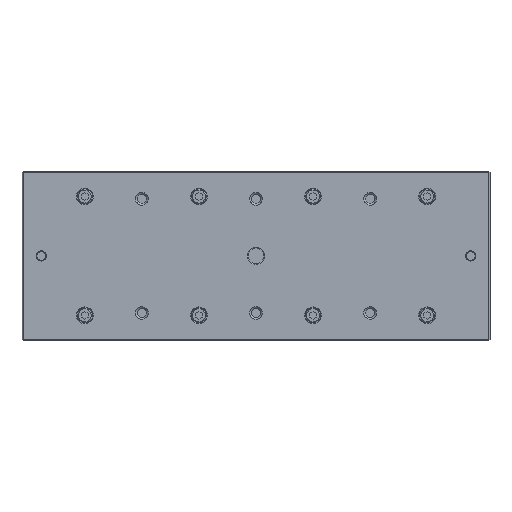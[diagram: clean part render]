
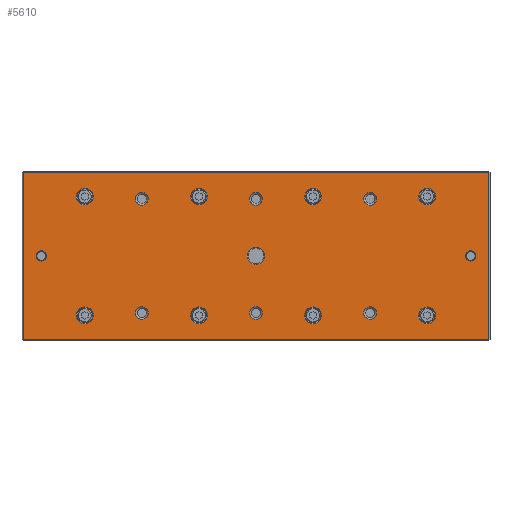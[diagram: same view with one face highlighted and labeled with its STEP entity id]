
A CAD part, top view. The second image highlights one B-rep face of the part: STEP entity #5610.
In plain terms, the highlighted planar face has unit normal (0, 0, 1).
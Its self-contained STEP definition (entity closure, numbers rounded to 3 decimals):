
#4913=FACE_BOUND('',#8371,.T.);
#4914=FACE_BOUND('',#8372,.T.);
#4915=FACE_BOUND('',#8373,.T.);
#4916=FACE_BOUND('',#8374,.T.);
#4917=FACE_BOUND('',#8375,.T.);
#4918=FACE_BOUND('',#8376,.T.);
#4919=FACE_BOUND('',#8377,.T.);
#4920=FACE_BOUND('',#8378,.T.);
#4921=FACE_BOUND('',#8379,.T.);
#4922=FACE_BOUND('',#8380,.T.);
#4923=FACE_BOUND('',#8381,.T.);
#4924=FACE_BOUND('',#8382,.T.);
#4925=FACE_BOUND('',#8383,.T.);
#4926=FACE_BOUND('',#8384,.T.);
#4927=FACE_BOUND('',#8385,.T.);
#4928=FACE_BOUND('',#8386,.T.);
#4929=FACE_BOUND('',#8387,.T.);
#4930=FACE_BOUND('',#8388,.T.);
#5279=CIRCLE('',#22326,7.5);
#5280=CIRCLE('',#22327,4.5);
#5281=CIRCLE('',#22328,4.5);
#5282=CIRCLE('',#22329,5.5);
#5283=CIRCLE('',#22330,5.5);
#5284=CIRCLE('',#22331,5.5);
#5285=CIRCLE('',#22332,5.5);
#5286=CIRCLE('',#22333,5.5);
#5287=CIRCLE('',#22334,5.5);
#5288=CIRCLE('',#22335,7.325);
#5289=CIRCLE('',#22336,7.325);
#5290=CIRCLE('',#22337,7.325);
#5291=CIRCLE('',#22338,7.325);
#5292=CIRCLE('',#22339,7.325);
#5293=CIRCLE('',#22340,7.325);
#5294=CIRCLE('',#22341,7.325);
#5295=CIRCLE('',#22342,7.325);
#5610=ADVANCED_FACE('',(#4913,#4914,#4915,#4916,#4917,#4918,#4919,#4920,
#4921,#4922,#4923,#4924,#4925,#4926,#4927,#4928,#4929,#4930),#6598,.F.);
#6598=PLANE('',#22343);
#8371=EDGE_LOOP('',(#10649));
#8372=EDGE_LOOP('',(#10650));
#8373=EDGE_LOOP('',(#10651));
#8374=EDGE_LOOP('',(#10652));
#8375=EDGE_LOOP('',(#10653));
#8376=EDGE_LOOP('',(#10654));
#8377=EDGE_LOOP('',(#10655));
#8378=EDGE_LOOP('',(#10656));
#8379=EDGE_LOOP('',(#10657));
#8380=EDGE_LOOP('',(#10658));
#8381=EDGE_LOOP('',(#10659));
#8382=EDGE_LOOP('',(#10660));
#8383=EDGE_LOOP('',(#10661));
#8384=EDGE_LOOP('',(#10662));
#8385=EDGE_LOOP('',(#10663));
#8386=EDGE_LOOP('',(#10664));
#8387=EDGE_LOOP('',(#10665));
#8388=EDGE_LOOP('',(#10666,#10667,#10668,#10669));
#10649=ORIENTED_EDGE('',*,*,#16752,.T.);
#10650=ORIENTED_EDGE('',*,*,#16753,.F.);
#10651=ORIENTED_EDGE('',*,*,#16754,.T.);
#10652=ORIENTED_EDGE('',*,*,#16755,.T.);
#10653=ORIENTED_EDGE('',*,*,#16756,.T.);
#10654=ORIENTED_EDGE('',*,*,#16757,.T.);
#10655=ORIENTED_EDGE('',*,*,#16758,.T.);
#10656=ORIENTED_EDGE('',*,*,#16759,.T.);
#10657=ORIENTED_EDGE('',*,*,#16760,.T.);
#10658=ORIENTED_EDGE('',*,*,#16761,.T.);
#10659=ORIENTED_EDGE('',*,*,#16762,.T.);
#10660=ORIENTED_EDGE('',*,*,#16763,.T.);
#10661=ORIENTED_EDGE('',*,*,#16764,.T.);
#10662=ORIENTED_EDGE('',*,*,#16765,.T.);
#10663=ORIENTED_EDGE('',*,*,#16766,.T.);
#10664=ORIENTED_EDGE('',*,*,#16767,.T.);
#10665=ORIENTED_EDGE('',*,*,#16768,.T.);
#10666=ORIENTED_EDGE('',*,*,#16769,.T.);
#10667=ORIENTED_EDGE('',*,*,#16770,.T.);
#10668=ORIENTED_EDGE('',*,*,#16771,.T.);
#10669=ORIENTED_EDGE('',*,*,#16772,.T.);
#14957=VERTEX_POINT('',#29441);
#14958=VERTEX_POINT('',#29443);
#14959=VERTEX_POINT('',#29445);
#14960=VERTEX_POINT('',#29447);
#14961=VERTEX_POINT('',#29449);
#14962=VERTEX_POINT('',#29451);
#14963=VERTEX_POINT('',#29453);
#14964=VERTEX_POINT('',#29455);
#14965=VERTEX_POINT('',#29457);
#14966=VERTEX_POINT('',#29459);
#14967=VERTEX_POINT('',#29461);
#14968=VERTEX_POINT('',#29463);
#14969=VERTEX_POINT('',#29465);
#14970=VERTEX_POINT('',#29467);
#14971=VERTEX_POINT('',#29469);
#14972=VERTEX_POINT('',#29471);
#14973=VERTEX_POINT('',#29473);
#14974=VERTEX_POINT('',#29475);
#14975=VERTEX_POINT('',#29476);
#14976=VERTEX_POINT('',#29478);
#14977=VERTEX_POINT('',#29480);
#16752=EDGE_CURVE('',#14957,#14957,#5279,.T.);
#16753=EDGE_CURVE('',#14958,#14958,#5280,.T.);
#16754=EDGE_CURVE('',#14959,#14959,#5281,.T.);
#16755=EDGE_CURVE('',#14960,#14960,#5282,.T.);
#16756=EDGE_CURVE('',#14961,#14961,#5283,.T.);
#16757=EDGE_CURVE('',#14962,#14962,#5284,.T.);
#16758=EDGE_CURVE('',#14963,#14963,#5285,.T.);
#16759=EDGE_CURVE('',#14964,#14964,#5286,.T.);
#16760=EDGE_CURVE('',#14965,#14965,#5287,.T.);
#16761=EDGE_CURVE('',#14966,#14966,#5288,.T.);
#16762=EDGE_CURVE('',#14967,#14967,#5289,.T.);
#16763=EDGE_CURVE('',#14968,#14968,#5290,.T.);
#16764=EDGE_CURVE('',#14969,#14969,#5291,.T.);
#16765=EDGE_CURVE('',#14970,#14970,#5292,.T.);
#16766=EDGE_CURVE('',#14971,#14971,#5293,.T.);
#16767=EDGE_CURVE('',#14972,#14972,#5294,.T.);
#16768=EDGE_CURVE('',#14973,#14973,#5295,.T.);
#16769=EDGE_CURVE('',#14974,#14975,#18935,.T.);
#16770=EDGE_CURVE('',#14975,#14976,#18936,.T.);
#16771=EDGE_CURVE('',#14976,#14977,#18937,.T.);
#16772=EDGE_CURVE('',#14977,#14974,#18938,.T.);
#18935=LINE('',#29474,#20795);
#18936=LINE('',#29477,#20796);
#18937=LINE('',#29479,#20797);
#18938=LINE('',#29481,#20798);
#20795=VECTOR('',#24389,1.);
#20796=VECTOR('',#24390,1.);
#20797=VECTOR('',#24391,1.);
#20798=VECTOR('',#24392,1.);
#22326=AXIS2_PLACEMENT_3D('',#29440,#24355,#24356);
#22327=AXIS2_PLACEMENT_3D('',#29442,#24357,#24358);
#22328=AXIS2_PLACEMENT_3D('',#29444,#24359,#24360);
#22329=AXIS2_PLACEMENT_3D('',#29446,#24361,#24362);
#22330=AXIS2_PLACEMENT_3D('',#29448,#24363,#24364);
#22331=AXIS2_PLACEMENT_3D('',#29450,#24365,#24366);
#22332=AXIS2_PLACEMENT_3D('',#29452,#24367,#24368);
#22333=AXIS2_PLACEMENT_3D('',#29454,#24369,#24370);
#22334=AXIS2_PLACEMENT_3D('',#29456,#24371,#24372);
#22335=AXIS2_PLACEMENT_3D('',#29458,#24373,#24374);
#22336=AXIS2_PLACEMENT_3D('',#29460,#24375,#24376);
#22337=AXIS2_PLACEMENT_3D('',#29462,#24377,#24378);
#22338=AXIS2_PLACEMENT_3D('',#29464,#24379,#24380);
#22339=AXIS2_PLACEMENT_3D('',#29466,#24381,#24382);
#22340=AXIS2_PLACEMENT_3D('',#29468,#24383,#24384);
#22341=AXIS2_PLACEMENT_3D('',#29470,#24385,#24386);
#22342=AXIS2_PLACEMENT_3D('',#29472,#24387,#24388);
#22343=AXIS2_PLACEMENT_3D('',#29482,#24393,#24394);
#24355=DIRECTION('',(0.,0.,-1.));
#24356=DIRECTION('',(-1.,0.,0.));
#24357=DIRECTION('',(0.,0.,1.));
#24358=DIRECTION('',(1.,0.,0.));
#24359=DIRECTION('',(0.,0.,-1.));
#24360=DIRECTION('',(-1.,0.,0.));
#24361=DIRECTION('',(0.,0.,-1.));
#24362=DIRECTION('',(-1.,0.,0.));
#24363=DIRECTION('',(0.,0.,-1.));
#24364=DIRECTION('',(-1.,0.,0.));
#24365=DIRECTION('',(0.,0.,-1.));
#24366=DIRECTION('',(-1.,0.,0.));
#24367=DIRECTION('',(0.,0.,-1.));
#24368=DIRECTION('',(-1.,0.,0.));
#24369=DIRECTION('',(0.,0.,-1.));
#24370=DIRECTION('',(-1.,0.,0.));
#24371=DIRECTION('',(0.,0.,-1.));
#24372=DIRECTION('',(-1.,0.,0.));
#24373=DIRECTION('',(0.,0.,-1.));
#24374=DIRECTION('',(-1.,0.,0.));
#24375=DIRECTION('',(0.,0.,-1.));
#24376=DIRECTION('',(-1.,0.,0.));
#24377=DIRECTION('',(0.,0.,-1.));
#24378=DIRECTION('',(-1.,0.,0.));
#24379=DIRECTION('',(0.,0.,-1.));
#24380=DIRECTION('',(-1.,0.,0.));
#24381=DIRECTION('',(0.,0.,-1.));
#24382=DIRECTION('',(-1.,0.,0.));
#24383=DIRECTION('',(0.,0.,-1.));
#24384=DIRECTION('',(-1.,0.,0.));
#24385=DIRECTION('',(0.,0.,-1.));
#24386=DIRECTION('',(-1.,0.,0.));
#24387=DIRECTION('',(0.,0.,-1.));
#24388=DIRECTION('',(-1.,0.,0.));
#24389=DIRECTION('',(1.,0.,0.));
#24390=DIRECTION('',(0.,1.,0.));
#24391=DIRECTION('',(-1.,0.,0.));
#24392=DIRECTION('',(0.,-1.,0.));
#24393=DIRECTION('',(0.,0.,-1.));
#24394=DIRECTION('',(1.,0.,0.));
#29440=CARTESIAN_POINT('',(285.,74.2,60.));
#29441=CARTESIAN_POINT('',(277.5,74.2,60.));
#29442=CARTESIAN_POINT('',(473.,74.2,60.));
#29443=CARTESIAN_POINT('',(477.5,74.2,60.));
#29444=CARTESIAN_POINT('',(97.,74.2,60.));
#29445=CARTESIAN_POINT('',(92.5,74.2,60.));
#29446=CARTESIAN_POINT('',(385.,24.2,60.));
#29447=CARTESIAN_POINT('',(379.5,24.2,60.));
#29448=CARTESIAN_POINT('',(385.,124.2,60.));
#29449=CARTESIAN_POINT('',(379.5,124.2,60.));
#29450=CARTESIAN_POINT('',(285.,24.2,60.));
#29451=CARTESIAN_POINT('',(279.5,24.2,60.));
#29452=CARTESIAN_POINT('',(285.,124.2,60.));
#29453=CARTESIAN_POINT('',(279.5,124.2,60.));
#29454=CARTESIAN_POINT('',(185.,24.2,60.));
#29455=CARTESIAN_POINT('',(179.5,24.2,60.));
#29456=CARTESIAN_POINT('',(185.,124.2,60.));
#29457=CARTESIAN_POINT('',(179.5,124.2,60.));
#29458=CARTESIAN_POINT('',(435.,22.2,60.));
#29459=CARTESIAN_POINT('',(427.675,22.2,60.));
#29460=CARTESIAN_POINT('',(435.,126.2,60.));
#29461=CARTESIAN_POINT('',(427.675,126.2,60.));
#29462=CARTESIAN_POINT('',(335.,22.2,60.));
#29463=CARTESIAN_POINT('',(327.675,22.2,60.));
#29464=CARTESIAN_POINT('',(335.,126.2,60.));
#29465=CARTESIAN_POINT('',(327.675,126.2,60.));
#29466=CARTESIAN_POINT('',(235.,22.2,60.));
#29467=CARTESIAN_POINT('',(227.675,22.2,60.));
#29468=CARTESIAN_POINT('',(235.,126.2,60.));
#29469=CARTESIAN_POINT('',(227.675,126.2,60.));
#29470=CARTESIAN_POINT('',(135.,22.2,60.));
#29471=CARTESIAN_POINT('',(127.675,22.2,60.));
#29472=CARTESIAN_POINT('',(135.,126.2,60.));
#29473=CARTESIAN_POINT('',(127.675,126.2,60.));
#29474=CARTESIAN_POINT('',(490.,0.7,60.));
#29475=CARTESIAN_POINT('',(81.,0.7,60.));
#29476=CARTESIAN_POINT('',(489.,0.7,60.));
#29477=CARTESIAN_POINT('',(489.,148.4,60.));
#29478=CARTESIAN_POINT('',(489.,147.7,60.));
#29479=CARTESIAN_POINT('',(490.,147.7,60.));
#29480=CARTESIAN_POINT('',(81.,147.7,60.));
#29481=CARTESIAN_POINT('',(81.,0.7,60.));
#29482=CARTESIAN_POINT('',(490.,148.4,60.));
